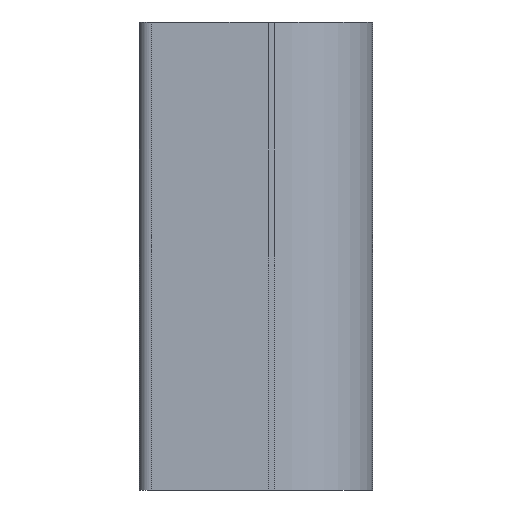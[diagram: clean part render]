
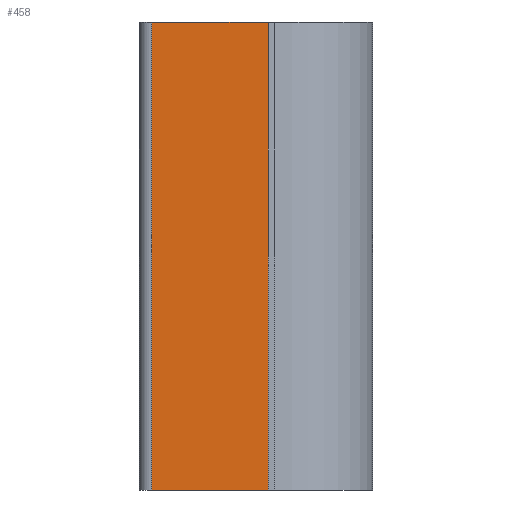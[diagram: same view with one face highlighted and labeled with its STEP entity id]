
A CAD part, left-side view. The second image highlights one B-rep face of the part: STEP entity #458.
In plain terms, the highlighted planar face has unit normal (-1, 0, 0).
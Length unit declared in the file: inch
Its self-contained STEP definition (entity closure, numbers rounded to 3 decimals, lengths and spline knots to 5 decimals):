
#13 = EDGE_CURVE ( 'NONE', #708, #285, #789, .T. ) ;
#21 = LINE ( 'NONE', #683, #384 ) ;
#55 = VECTOR ( 'NONE', #381, 39.37008 ) ;
#68 = DIRECTION ( 'NONE',  ( 1., 0., 0. ) ) ;
#75 = AXIS2_PLACEMENT_3D ( 'NONE', #262, #68, #131 ) ;
#88 = ORIENTED_EDGE ( 'NONE', *, *, #295, .F. ) ;
#96 = EDGE_LOOP ( 'NONE', ( #311, #88, #200, #551 ) ) ;
#112 = CARTESIAN_POINT ( 'NONE',  ( -0.312, 0., 0. ) ) ;
#131 = DIRECTION ( 'NONE',  ( 0., 1., 0. ) ) ;
#171 = DIRECTION ( 'NONE',  ( 0., -1., 0. ) ) ;
#200 = ORIENTED_EDGE ( 'NONE', *, *, #437, .F. ) ;
#262 = CARTESIAN_POINT ( 'NONE',  ( -0.312, 0.282, 1.132 ) ) ;
#285 = VERTEX_POINT ( 'NONE', #306 ) ;
#295 = EDGE_CURVE ( 'NONE', #322, #411, #514, .T. ) ;
#306 = CARTESIAN_POINT ( 'NONE',  ( -0.312, 0.282, 0. ) ) ;
#311 = ORIENTED_EDGE ( 'NONE', *, *, #642, .T. ) ;
#313 = LINE ( 'NONE', #749, #806 ) ;
#322 = VERTEX_POINT ( 'NONE', #632 ) ;
#341 = DIRECTION ( 'NONE',  ( 0., 0., -1. ) ) ;
#381 = DIRECTION ( 'NONE',  ( 0., 0., -1. ) ) ;
#384 = VECTOR ( 'NONE', #171, 39.37008 ) ;
#411 = VERTEX_POINT ( 'NONE', #112 ) ;
#437 = EDGE_CURVE ( 'NONE', #708, #322, #313, .T. ) ;
#458 = ADVANCED_FACE ( 'NONE', ( #770 ), #524, .F. ) ;
#514 = LINE ( 'NONE', #826, #55 ) ;
#524 = PLANE ( 'NONE',  #75 ) ;
#551 = ORIENTED_EDGE ( 'NONE', *, *, #13, .T. ) ;
#569 = DIRECTION ( 'NONE',  ( 0., -1., 0. ) ) ;
#618 = CARTESIAN_POINT ( 'NONE',  ( -0.312, 0.282, 1.132 ) ) ;
#632 = CARTESIAN_POINT ( 'NONE',  ( -0.312, 0., 1.132 ) ) ;
#642 = EDGE_CURVE ( 'NONE', #285, #411, #21, .T. ) ;
#662 = CARTESIAN_POINT ( 'NONE',  ( -0.312, 0.282, 1.132 ) ) ;
#683 = CARTESIAN_POINT ( 'NONE',  ( -0.312, 0.282, 0. ) ) ;
#708 = VERTEX_POINT ( 'NONE', #618 ) ;
#733 = VECTOR ( 'NONE', #341, 39.37008 ) ;
#749 = CARTESIAN_POINT ( 'NONE',  ( -0.312, 0.282, 1.132 ) ) ;
#770 = FACE_OUTER_BOUND ( 'NONE', #96, .T. ) ;
#789 = LINE ( 'NONE', #662, #733 ) ;
#806 = VECTOR ( 'NONE', #569, 39.37008 ) ;
#826 = CARTESIAN_POINT ( 'NONE',  ( -0.312, 0., 1.132 ) ) ;
